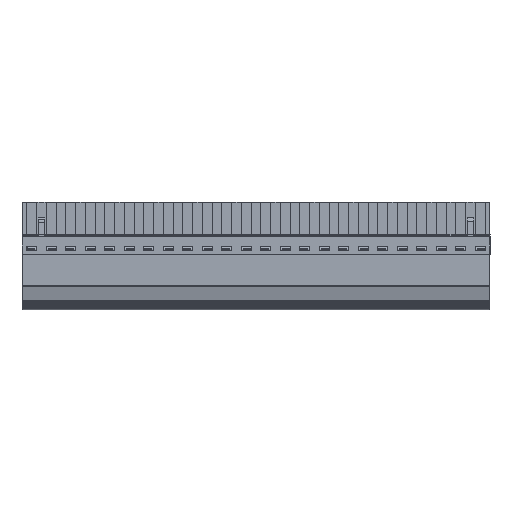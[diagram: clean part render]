
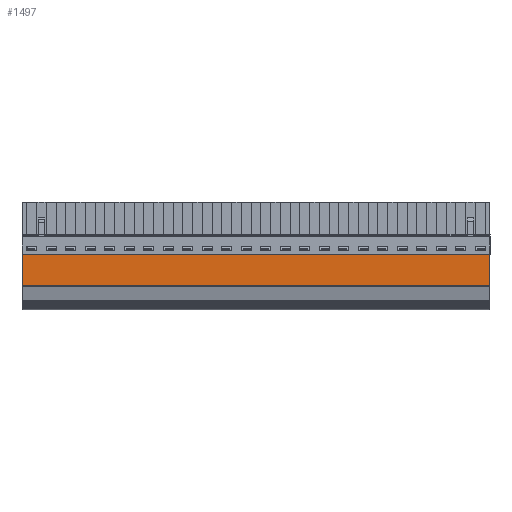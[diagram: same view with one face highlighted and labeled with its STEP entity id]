
A CAD part, front view. The second image highlights one B-rep face of the part: STEP entity #1497.
In plain terms, the highlighted planar face has unit normal (0, -1, 0).
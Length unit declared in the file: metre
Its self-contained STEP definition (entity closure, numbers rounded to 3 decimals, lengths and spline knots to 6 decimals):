
#1497=ADVANCED_FACE('',(#4295),#4296,.T.);
#4295=FACE_OUTER_BOUND('',#8730,.T.);
#4296=PLANE('',#8731);
#8730=EDGE_LOOP('',(#13431,#13432,#13433,#13434,#13435,#13436,#13437,#13438,#13439,#13440));
#8731=AXIS2_PLACEMENT_3D('',#13441,#13442,#13443);
#13431=ORIENTED_EDGE('',*,*,#24711,.T.);
#13432=ORIENTED_EDGE('',*,*,#24749,.T.);
#13433=ORIENTED_EDGE('',*,*,#24750,.F.);
#13434=ORIENTED_EDGE('',*,*,#24751,.T.);
#13435=ORIENTED_EDGE('',*,*,#24752,.T.);
#13436=ORIENTED_EDGE('',*,*,#24753,.T.);
#13437=ORIENTED_EDGE('',*,*,#24754,.F.);
#13438=ORIENTED_EDGE('',*,*,#24588,.F.);
#13439=ORIENTED_EDGE('',*,*,#24583,.T.);
#13440=ORIENTED_EDGE('',*,*,#24755,.T.);
#13441=CARTESIAN_POINT('',(-0.02695,-0.035437,-0.075199));
#13442=DIRECTION('',(0.,-1.0,0.));
#13443=DIRECTION('',(0.,0.,1.0));
#24583=EDGE_CURVE('',#29057,#29055,#29058,.T.);
#24588=EDGE_CURVE('',#29057,#29064,#29065,.T.);
#24711=EDGE_CURVE('',#29253,#29251,#29254,.T.);
#24749=EDGE_CURVE('',#29251,#29312,#29313,.T.);
#24750=EDGE_CURVE('',#29314,#29312,#29315,.T.);
#24751=EDGE_CURVE('',#29314,#29316,#29317,.T.);
#24752=EDGE_CURVE('',#29316,#29318,#29319,.T.);
#24753=EDGE_CURVE('',#29318,#29320,#29321,.T.);
#24754=EDGE_CURVE('',#29064,#29320,#29322,.T.);
#24755=EDGE_CURVE('',#29055,#29253,#29323,.T.);
#29055=VERTEX_POINT('',#35617);
#29057=VERTEX_POINT('',#35620);
#29058=LINE('',#35621,#35622);
#29064=VERTEX_POINT('',#35631);
#29065=LINE('',#35632,#35633);
#29251=VERTEX_POINT('',#35890);
#29253=VERTEX_POINT('',#35893);
#29254=LINE('',#35894,#35895);
#29312=VERTEX_POINT('',#35954);
#29313=LINE('',#35955,#35956);
#29314=VERTEX_POINT('',#35957);
#29315=LINE('',#35958,#35959);
#29316=VERTEX_POINT('',#35960);
#29317=LINE('',#35961,#35962);
#29318=VERTEX_POINT('',#35963);
#29319=LINE('',#35964,#35965);
#29320=VERTEX_POINT('',#35966);
#29321=LINE('',#35967,#35968);
#29322=LINE('',#35969,#35970);
#29323=LINE('',#35971,#35972);
#35617=CARTESIAN_POINT('',(-0.02695,-0.035437,-0.064424));
#35620=CARTESIAN_POINT('',(-0.026946,-0.035437,-0.064424));
#35621=CARTESIAN_POINT('',(-0.02695,-0.035437,-0.064424));
#35622=VECTOR('',#45114,1.0);
#35631=CARTESIAN_POINT('',(-0.026946,-0.035437,-0.067526));
#35632=CARTESIAN_POINT('',(-0.026946,-0.035437,-0.075199));
#35633=VECTOR('',#45118,1.0);
#35890=CARTESIAN_POINT('',(0.093052,-0.035437,-0.076626));
#35893=CARTESIAN_POINT('',(-0.02695,-0.035437,-0.076626));
#35894=CARTESIAN_POINT('',(0.037814,-0.035437,-0.076626));
#35895=VECTOR('',#45251,1.0);
#35954=CARTESIAN_POINT('',(0.093052,-0.035437,-0.067526));
#35955=CARTESIAN_POINT('',(0.093052,-0.035437,-0.075199));
#35956=VECTOR('',#45313,1.0);
#35957=CARTESIAN_POINT('',(0.091947,-0.035437,-0.067526));
#35958=CARTESIAN_POINT('',(0.01305,-0.035437,-0.067526));
#35959=VECTOR('',#45314,1.0);
#35960=CARTESIAN_POINT('',(0.091947,-0.035437,-0.068613));
#35961=CARTESIAN_POINT('',(0.091947,-0.035437,-0.075199));
#35962=VECTOR('',#45315,1.0);
#35963=CARTESIAN_POINT('',(-0.025847,-0.035437,-0.068613));
#35964=CARTESIAN_POINT('',(-0.02695,-0.035437,-0.068613));
#35965=VECTOR('',#45316,1.0);
#35966=CARTESIAN_POINT('',(-0.025847,-0.035437,-0.067526));
#35967=CARTESIAN_POINT('',(-0.025847,-0.035437,-0.075199));
#35968=VECTOR('',#45317,1.0);
#35969=CARTESIAN_POINT('',(-0.02695,-0.035437,-0.067526));
#35970=VECTOR('',#45318,1.0);
#35971=CARTESIAN_POINT('',(-0.02695,-0.035437,-0.075199));
#35972=VECTOR('',#45319,1.0);
#45114=DIRECTION('',(-1.0,0.,0.));
#45118=DIRECTION('',(0.,0.,-1.0));
#45251=DIRECTION('',(1.0,0.,0.));
#45313=DIRECTION('',(0.,0.,1.0));
#45314=DIRECTION('',(1.0,0.,0.));
#45315=DIRECTION('',(0.,0.,-1.0));
#45316=DIRECTION('',(-1.0,0.,0.));
#45317=DIRECTION('',(0.,0.,1.0));
#45318=DIRECTION('',(1.0,0.,0.));
#45319=DIRECTION('',(0.,0.,-1.0));
